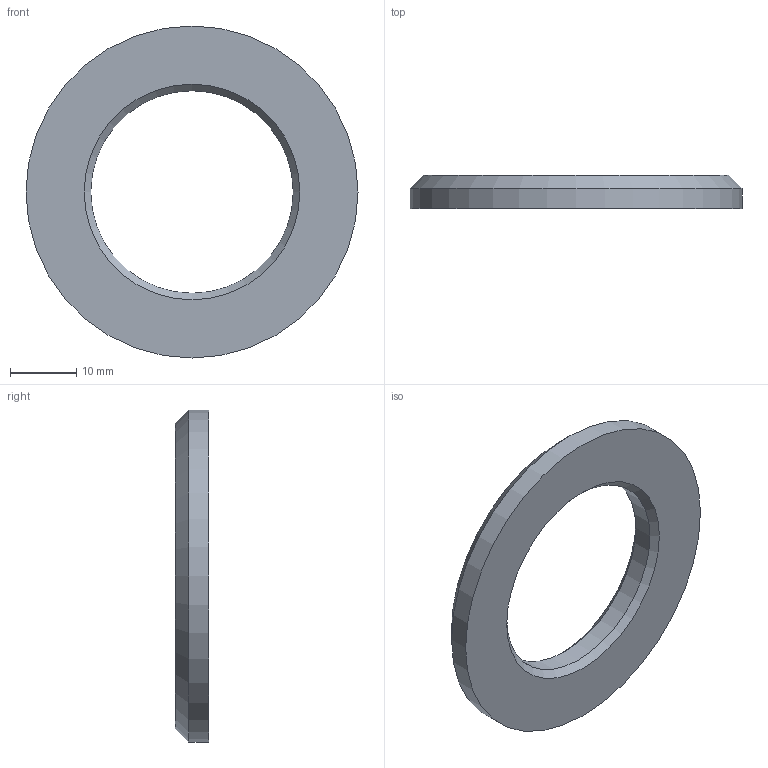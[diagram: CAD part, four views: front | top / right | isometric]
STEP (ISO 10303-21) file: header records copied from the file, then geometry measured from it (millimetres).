
FILE_DESCRIPTION(/* description */ ('','CAx-IF Rec.Pracs.---Representation and Presentation of Product Manufacturing Information (PMI)---4.0---2014-10-13'),/* implementation_level */ '2;1');
FILE_NAME(/* name */ 'Bolzen-Scheibe 2.stp',/* time_stamp */ '2021-07-06T12:18:32+02:00',/* author */ ('Mikes'),/* organization */ (''),/* preprocessor_version */ 'ST-DEVELOPER v18.1',/* originating_system */ 'Autodesk Inventor 2021',/* authorisation */ '');
FILE_SCHEMA (('AP242_MANAGED_MODEL_BASED_3D_ENGINEERING_MIM_LF { 1 0 10303 442 1 1 4 }'));
Length unit declared in the file: millimetre
Products named in the file (1): Bolzen-Scheibe 2
Bounding box: 50 x 5 x 50 mm (x, y, z)
Volume: 5760.7 mm3; surface area: 3431.4 mm2
Topology: 1 solids, 1 shells, 7 faces, 16 edges, 11 vertices
Faces by surface type: cone 3, cylinder 2, plane 2
Full cylindrical faces by diameter (mm): 30.5 x1, 50 x1
Entity records: 348 total; most frequent: DIRECTION 69, CARTESIAN_POINT 50, AXIS2_PLACEMENT_3D 32, ORIENTED_EDGE 28, EDGE_CURVE 14, CIRCLE 11, EDGE_LOOP 9, VERTEX_POINT 9
